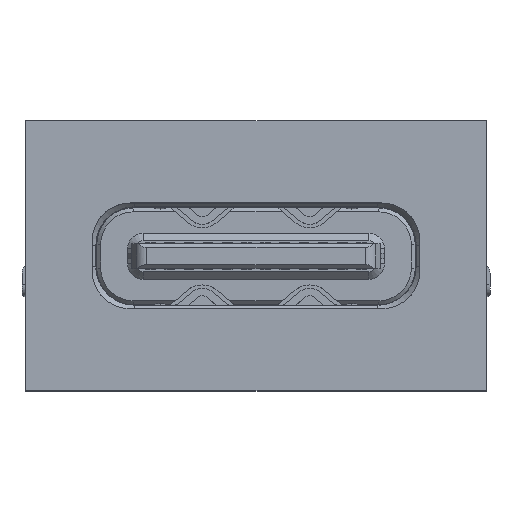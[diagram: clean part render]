
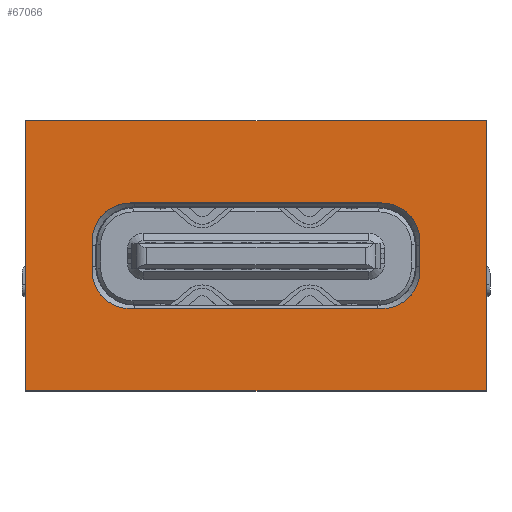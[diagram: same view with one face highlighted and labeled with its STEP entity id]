
A CAD part, top view. The second image highlights one B-rep face of the part: STEP entity #67066.
In plain terms, the highlighted face is planar.
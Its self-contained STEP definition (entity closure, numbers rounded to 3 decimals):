
#824 = DIRECTION ( 'NONE',  ( -1., 0., 0. ) ) ;
#910 = CARTESIAN_POINT ( 'NONE',  ( 0.373, 9.453, -1.465 ) ) ;
#920 = EDGE_CURVE ( 'NONE', #42683, #60572, #45445, .T. ) ;
#930 = CARTESIAN_POINT ( 'NONE',  ( 0.373, 17.003, 0.295 ) ) ;
#1251 = CARTESIAN_POINT ( 'NONE',  ( 0.373, 9.453, -0.465 ) ) ;
#1470 = CARTESIAN_POINT ( 'NONE',  ( 0.373, 16.003, 0.295 ) ) ;
#2367 = DIRECTION ( 'NONE',  ( -1., 0., 0. ) ) ;
#2949 = DIRECTION ( 'NONE',  ( 0., 1., 0. ) ) ;
#3053 = DIRECTION ( 'NONE',  ( 0., 0., 1. ) ) ;
#4126 = ORIENTED_EDGE ( 'NONE', *, *, #24461, .T. ) ;
#5796 = PLANE ( 'NONE',  #23170 ) ;
#6190 = CARTESIAN_POINT ( 'NONE',  ( 0.373, 6.728, 3.436 ) ) ;
#6919 = CARTESIAN_POINT ( 'NONE',  ( 0.373, 18.728, -3.605 ) ) ;
#7040 = DIRECTION ( 'NONE',  ( 0., 1., 0. ) ) ;
#7845 = EDGE_CURVE ( 'NONE', #44206, #13564, #22281, .T. ) ;
#9823 = VECTOR ( 'NONE', #3053, 1000. ) ;
#9826 = VERTEX_POINT ( 'NONE', #44396 ) ;
#10248 = CARTESIAN_POINT ( 'NONE',  ( 0.373, 6.728, 3.436 ) ) ;
#11407 = CARTESIAN_POINT ( 'NONE',  ( 0.373, 16.003, -1.465 ) ) ;
#13564 = VERTEX_POINT ( 'NONE', #11407 ) ;
#14828 = CARTESIAN_POINT ( 'NONE',  ( 0.373, 16.003, -0.465 ) ) ;
#15181 = ORIENTED_EDGE ( 'NONE', *, *, #40866, .F. ) ;
#15458 = DIRECTION ( 'NONE',  ( 0., -1., 0. ) ) ;
#16671 = CARTESIAN_POINT ( 'NONE',  ( 0.373, 8.453, 0.295 ) ) ;
#17309 = CARTESIAN_POINT ( 'NONE',  ( 0.373, 16.003, 1.295 ) ) ;
#18646 = LINE ( 'NONE', #74226, #58079 ) ;
#18759 = VERTEX_POINT ( 'NONE', #6919 ) ;
#19852 = DIRECTION ( 'NONE',  ( -1., 0., 0. ) ) ;
#19863 = DIRECTION ( 'NONE',  ( 0., 1., 0. ) ) ;
#20045 = VERTEX_POINT ( 'NONE', #62820 ) ;
#21213 = CARTESIAN_POINT ( 'NONE',  ( 0.373, 16.003, 1.295 ) ) ;
#21295 = CIRCLE ( 'NONE', #72202, 1. ) ;
#22099 = VECTOR ( 'NONE', #43391, 1000. ) ;
#22281 = CIRCLE ( 'NONE', #48323, 1. ) ;
#22604 = AXIS2_PLACEMENT_3D ( 'NONE', #1470, #19852, #44769 ) ;
#23170 = AXIS2_PLACEMENT_3D ( 'NONE', #30723, #55625, #7040 ) ;
#23561 = VERTEX_POINT ( 'NONE', #930 ) ;
#24338 = LINE ( 'NONE', #42685, #43109 ) ;
#24461 = EDGE_CURVE ( 'NONE', #55431, #54917, #48646, .T. ) ;
#25803 = DIRECTION ( 'NONE',  ( 0., 0., -1. ) ) ;
#26449 = CARTESIAN_POINT ( 'NONE',  ( 0.373, 9.453, -1.465 ) ) ;
#26610 = CIRCLE ( 'NONE', #70923, 1. ) ;
#27104 = DIRECTION ( 'NONE',  ( 0., 1., 0. ) ) ;
#27365 = VECTOR ( 'NONE', #39969, 1000. ) ;
#27959 = EDGE_CURVE ( 'NONE', #78516, #60572, #26610, .T. ) ;
#30723 = CARTESIAN_POINT ( 'NONE',  ( 0.373, 6.728, 3.436 ) ) ;
#32982 = EDGE_CURVE ( 'NONE', #71616, #9826, #69452, .T. ) ;
#34227 = CARTESIAN_POINT ( 'NONE',  ( 0.373, 9.453, 0.295 ) ) ;
#36173 = EDGE_CURVE ( 'NONE', #44206, #23561, #77794, .T. ) ;
#36781 = ORIENTED_EDGE ( 'NONE', *, *, #7845, .T. ) ;
#39969 = DIRECTION ( 'NONE',  ( 0., -1., 0. ) ) ;
#40558 = ORIENTED_EDGE ( 'NONE', *, *, #920, .F. ) ;
#40866 = EDGE_CURVE ( 'NONE', #55431, #20045, #24338, .T. ) ;
#41459 = DIRECTION ( 'NONE',  ( 0., 1., 0. ) ) ;
#41481 = DIRECTION ( 'NONE',  ( 0., 0., -1. ) ) ;
#41499 = CARTESIAN_POINT ( 'NONE',  ( 0.373, 8.453, -0.465 ) ) ;
#41728 = VECTOR ( 'NONE', #2949, 1000. ) ;
#42683 = VERTEX_POINT ( 'NONE', #16671 ) ;
#42685 = CARTESIAN_POINT ( 'NONE',  ( 0.373, 6.728, 3.436 ) ) ;
#43109 = VECTOR ( 'NONE', #41459, 1000. ) ;
#43391 = DIRECTION ( 'NONE',  ( 0., 0., -1. ) ) ;
#44206 = VERTEX_POINT ( 'NONE', #80284 ) ;
#44396 = CARTESIAN_POINT ( 'NONE',  ( 0.373, 9.453, 1.295 ) ) ;
#44769 = DIRECTION ( 'NONE',  ( 0., 0., 1. ) ) ;
#45445 = LINE ( 'NONE', #52367, #50036 ) ;
#46463 = CARTESIAN_POINT ( 'NONE',  ( 0.373, 6.728, -3.605 ) ) ;
#47199 = VECTOR ( 'NONE', #41481, 1000. ) ;
#47203 = CARTESIAN_POINT ( 'NONE',  ( 0.373, 18.728, 3.436 ) ) ;
#48276 = EDGE_LOOP ( 'NONE', ( #74640, #70026, #79157, #53167, #36781, #56850, #66050, #40558 ) ) ;
#48323 = AXIS2_PLACEMENT_3D ( 'NONE', #14828, #52775, #27104 ) ;
#48646 = LINE ( 'NONE', #6190, #22099 ) ;
#50036 = VECTOR ( 'NONE', #59689, 1000. ) ;
#50240 = EDGE_CURVE ( 'NONE', #54917, #18759, #18646, .T. ) ;
#52367 = CARTESIAN_POINT ( 'NONE',  ( 0.373, 8.453, 0.295 ) ) ;
#52775 = DIRECTION ( 'NONE',  ( -1., 0., 0. ) ) ;
#53167 = ORIENTED_EDGE ( 'NONE', *, *, #36173, .F. ) ;
#54917 = VERTEX_POINT ( 'NONE', #46463 ) ;
#55431 = VERTEX_POINT ( 'NONE', #10248 ) ;
#55625 = DIRECTION ( 'NONE',  ( 1., 0., 0. ) ) ;
#55649 = ORIENTED_EDGE ( 'NONE', *, *, #56528, .F. ) ;
#56528 = EDGE_CURVE ( 'NONE', #20045, #18759, #64836, .T. ) ;
#56850 = ORIENTED_EDGE ( 'NONE', *, *, #77643, .F. ) ;
#56887 = LINE ( 'NONE', #910, #41728 ) ;
#57261 = FACE_BOUND ( 'NONE', #48276, .T. ) ;
#57426 = EDGE_CURVE ( 'NONE', #71616, #23561, #74781, .T. ) ;
#58079 = VECTOR ( 'NONE', #19863, 1000. ) ;
#59151 = EDGE_LOOP ( 'NONE', ( #60848, #55649, #15181, #4126 ) ) ;
#59689 = DIRECTION ( 'NONE',  ( 0., 0., -1. ) ) ;
#60572 = VERTEX_POINT ( 'NONE', #41499 ) ;
#60848 = ORIENTED_EDGE ( 'NONE', *, *, #50240, .T. ) ;
#62820 = CARTESIAN_POINT ( 'NONE',  ( 0.373, 18.728, 3.436 ) ) ;
#64766 = CARTESIAN_POINT ( 'NONE',  ( 0.373, 17.003, -0.465 ) ) ;
#64836 = LINE ( 'NONE', #47203, #47199 ) ;
#66050 = ORIENTED_EDGE ( 'NONE', *, *, #27959, .T. ) ;
#67066 = ADVANCED_FACE ( 'NONE', ( #57261, #68730 ), #5796, .T. ) ;
#68730 = FACE_OUTER_BOUND ( 'NONE', #59151, .T. ) ;
#69452 = LINE ( 'NONE', #21213, #27365 ) ;
#70026 = ORIENTED_EDGE ( 'NONE', *, *, #32982, .F. ) ;
#70923 = AXIS2_PLACEMENT_3D ( 'NONE', #1251, #824, #25803 ) ;
#71616 = VERTEX_POINT ( 'NONE', #17309 ) ;
#72202 = AXIS2_PLACEMENT_3D ( 'NONE', #34227, #2367, #15458 ) ;
#74226 = CARTESIAN_POINT ( 'NONE',  ( 0.373, 6.728, -3.605 ) ) ;
#74640 = ORIENTED_EDGE ( 'NONE', *, *, #80080, .T. ) ;
#74781 = CIRCLE ( 'NONE', #22604, 1. ) ;
#77643 = EDGE_CURVE ( 'NONE', #78516, #13564, #56887, .T. ) ;
#77794 = LINE ( 'NONE', #64766, #9823 ) ;
#78516 = VERTEX_POINT ( 'NONE', #26449 ) ;
#79157 = ORIENTED_EDGE ( 'NONE', *, *, #57426, .T. ) ;
#80080 = EDGE_CURVE ( 'NONE', #42683, #9826, #21295, .T. ) ;
#80284 = CARTESIAN_POINT ( 'NONE',  ( 0.373, 17.003, -0.465 ) ) ;
